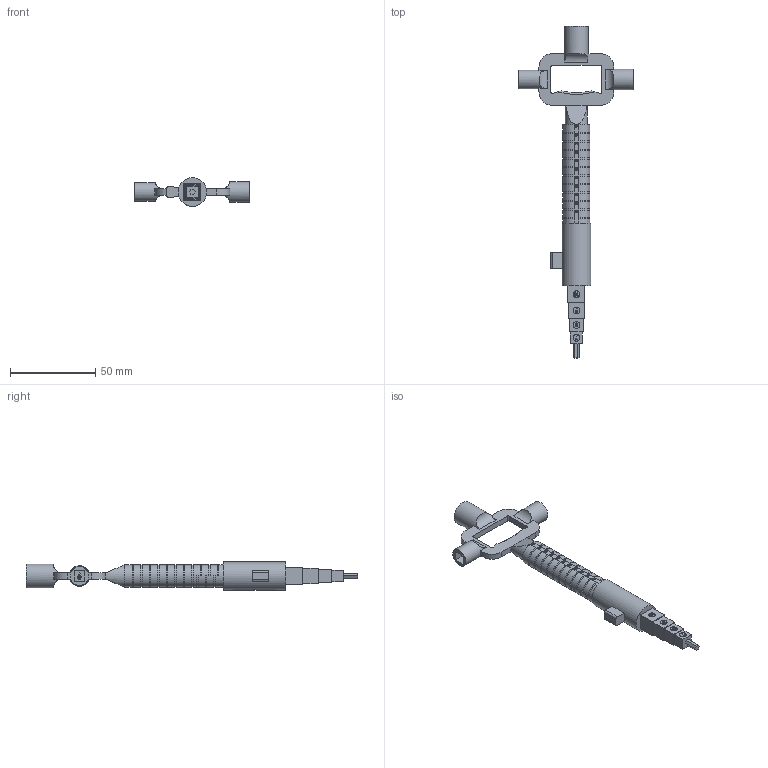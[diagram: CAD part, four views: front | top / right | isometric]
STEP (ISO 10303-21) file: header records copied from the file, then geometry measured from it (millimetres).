
FILE_DESCRIPTION (( 'STEP AP203' ), '1' );
FILE_NAME ('8091.STEP', '2022-05-17T11:31:39', ( '' ), ( '' ), 'SwSTEP 2.0', 'SolidWorks 2018', '' );
FILE_SCHEMA (( 'CONFIG_CONTROL_DESIGN' ));
Length unit declared in the file: millimetre
Products named in the file (1): 8091
Bounding box: 67.5 x 195 x 16.8 mm (x, y, z)
Volume: 28759.2 mm3; surface area: 12199.7 mm2
Topology: 1 solids, 1 shells, 1035 faces, 2841 edges, 1924 vertices
Faces by surface type: plane 553, bspline 383, cylinder 97, cone 2
Full cylindrical faces by diameter (mm): 4 x8, 11 x1, 12 x1, 14 x1, 16.8 x1
Entity records: 55056 total; most frequent: CARTESIAN_POINT 31311, ORIENTED_EDGE 5652, DIRECTION 3454, EDGE_CURVE 2826, VERTEX_POINT 1921, VECTOR 1724, LINE 1724, EDGE_LOOP 1165
